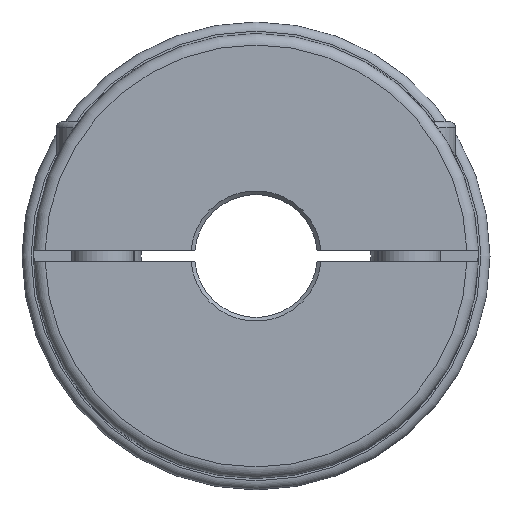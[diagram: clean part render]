
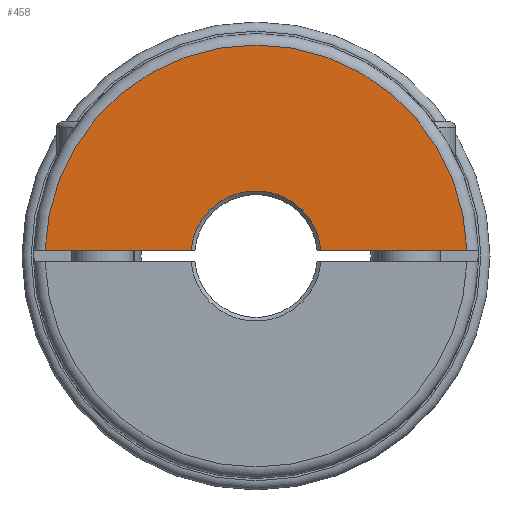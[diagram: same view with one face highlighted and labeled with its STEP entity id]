
A CAD part, left-side view. The second image highlights one B-rep face of the part: STEP entity #458.
In plain terms, the highlighted planar face has unit normal (-1, 0, 0).
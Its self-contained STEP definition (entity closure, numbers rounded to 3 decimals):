
#458 = ADVANCED_FACE( '', ( #1007 ), #1008, .T. );
#1007 = FACE_OUTER_BOUND( '', #1576, .T. );
#1008 = PLANE( '', #1577 );
#1576 = EDGE_LOOP( '', ( #2703, #2704, #2705, #2706 ) );
#1577 = AXIS2_PLACEMENT_3D( '', #2707, #2708, #2709 );
#2703 = ORIENTED_EDGE( '', *, *, #2877, .T. );
#2704 = ORIENTED_EDGE( '', *, *, #2989, .T. );
#2705 = ORIENTED_EDGE( '', *, *, #3049, .T. );
#2706 = ORIENTED_EDGE( '', *, *, #3148, .T. );
#2707 = CARTESIAN_POINT( '', ( 0., 0., 11.5 ) );
#2708 = DIRECTION( '', ( -1., 0., 0. ) );
#2709 = DIRECTION( '', ( 0., 0., -1. ) );
#2877 = EDGE_CURVE( '', #3352, #3350, #3353, .T. );
#2989 = EDGE_CURVE( '', #3350, #3535, #3537, .F. );
#3049 = EDGE_CURVE( '', #3535, #3629, #3630, .T. );
#3148 = EDGE_CURVE( '', #3629, #3352, #3769, .T. );
#3350 = VERTEX_POINT( '', #4016 );
#3352 = VERTEX_POINT( '', #4021 );
#3353 = LINE( '', #4022, #4023 );
#3535 = VERTEX_POINT( '', #4559 );
#3537 = CIRCLE( '', #4564, 17. );
#3629 = VERTEX_POINT( '', #4704 );
#3630 = LINE( '', #4705, #4706 );
#3769 = CIRCLE( '', #5107, 55. );
#4016 = CARTESIAN_POINT( '', ( 0., 16.934, 1.5 ) );
#4021 = CARTESIAN_POINT( '', ( 0., 54.98, 1.5 ) );
#4022 = CARTESIAN_POINT( '', ( 0., 0., 1.5 ) );
#4023 = VECTOR( '', #5734, 1000. );
#4559 = CARTESIAN_POINT( '', ( 0., -16.934, 1.5 ) );
#4564 = AXIS2_PLACEMENT_3D( '', #5872, #5873, #5874 );
#4704 = CARTESIAN_POINT( '', ( 0., -54.98, 1.5 ) );
#4705 = CARTESIAN_POINT( '', ( 0., 0., 1.5 ) );
#4706 = VECTOR( '', #5954, 1000. );
#5107 = AXIS2_PLACEMENT_3D( '', #6072, #6073, #6074 );
#5734 = DIRECTION( '', ( 0., -1., 0. ) );
#5872 = CARTESIAN_POINT( '', ( 0., 0., 0. ) );
#5873 = DIRECTION( '', ( -1., 0., 0. ) );
#5874 = DIRECTION( '', ( 0., 0., 1. ) );
#5954 = DIRECTION( '', ( 0., -1., 0. ) );
#6072 = CARTESIAN_POINT( '', ( 0., 0., 0. ) );
#6073 = DIRECTION( '', ( -1., 0., 0. ) );
#6074 = DIRECTION( '', ( 0., 0., -1. ) );
